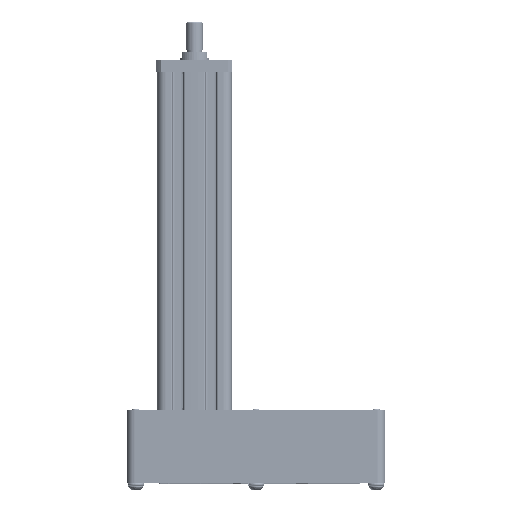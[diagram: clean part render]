
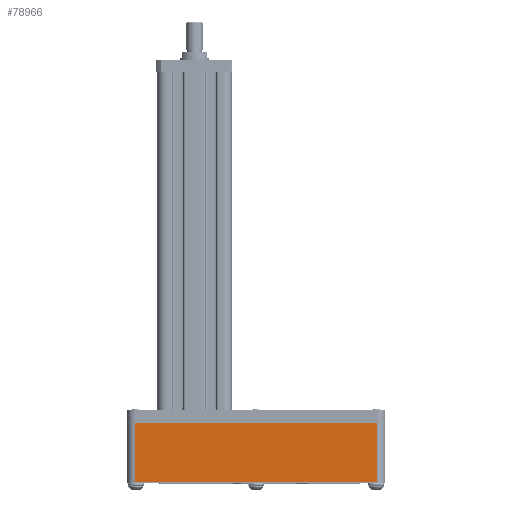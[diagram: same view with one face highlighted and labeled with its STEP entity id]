
A CAD part, left-side view. The second image highlights one B-rep face of the part: STEP entity #78966.
In plain terms, the highlighted face is planar.
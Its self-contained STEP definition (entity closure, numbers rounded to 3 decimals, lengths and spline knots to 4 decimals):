
#52028 = DIRECTION ( 'NONE',  ( 1., 0., 0. ) ) ;
#52029 = VECTOR ( 'NONE', #52028, 39.3701 ) ;
#52030 = CARTESIAN_POINT ( 'NONE',  ( -2., -2., 0. ) ) ;
#52031 = LINE ( 'NONE', #52030, #52029 ) ;
#52486 = CARTESIAN_POINT ( 'NONE',  ( -1.75, -2., 1.75 ) ) ;
#52526 = CARTESIAN_POINT ( 'NONE',  ( -1.75, -2., 0. ) ) ;
#52577 = CARTESIAN_POINT ( 'NONE',  ( 5.392, -2., 0. ) ) ;
#52597 = DIRECTION ( 'NONE',  ( 0., 0., 1. ) ) ;
#52598 = VECTOR ( 'NONE', #52597, 39.3701 ) ;
#52599 = CARTESIAN_POINT ( 'NONE',  ( 5.392, -2., 1.75 ) ) ;
#52600 = LINE ( 'NONE', #52599, #52598 ) ;
#52606 = DIRECTION ( 'NONE',  ( 0., 0., -1. ) ) ;
#52607 = VECTOR ( 'NONE', #52606, 39.3701 ) ;
#52608 = CARTESIAN_POINT ( 'NONE',  ( -1.75, -2., 1.75 ) ) ;
#52609 = LINE ( 'NONE', #52608, #52607 ) ;
#52691 = DIRECTION ( 'NONE',  ( 1., 0., 0. ) ) ;
#52692 = VECTOR ( 'NONE', #52691, 39.3701 ) ;
#52693 = CARTESIAN_POINT ( 'NONE',  ( -2., -2., 1.75 ) ) ;
#52694 = LINE ( 'NONE', #52693, #52692 ) ;
#52699 = DIRECTION ( 'NONE',  ( 0., 0., 1. ) ) ;
#52700 = DIRECTION ( 'NONE',  ( 0., 1., 0. ) ) ;
#52701 = CARTESIAN_POINT ( 'NONE',  ( -2., -2., 1.75 ) ) ;
#52702 = AXIS2_PLACEMENT_3D ( 'NONE', #52701, #52700, #52699 ) ;
#52703 = PLANE ( 'NONE',  #52702 ) ;
#52704 = FACE_OUTER_BOUND ( 'NONE', #78970, .T. ) ;
#53438 = CARTESIAN_POINT ( 'NONE',  ( 5.392, -2., 1.75 ) ) ;
#72816 = EDGE_CURVE ( 'NONE', #78882, #78894, #52031, .T. ) ;
#78819 = VERTEX_POINT ( 'NONE', #52486 ) ;
#78881 = ORIENTED_EDGE ( 'NONE', *, *, #78906, .T. ) ;
#78882 = VERTEX_POINT ( 'NONE', #52526 ) ;
#78889 = ORIENTED_EDGE ( 'NONE', *, *, #72816, .T. ) ;
#78894 = VERTEX_POINT ( 'NONE', #52577 ) ;
#78902 = ORIENTED_EDGE ( 'NONE', *, *, #78911, .T. ) ;
#78906 = EDGE_CURVE ( 'NONE', #78819, #78882, #52609, .T. ) ;
#78911 = EDGE_CURVE ( 'NONE', #78894, #87572, #52600, .T. ) ;
#78966 = ADVANCED_FACE ( 'NONE', ( #52704 ), #52703, .F. ) ;
#78967 = ORIENTED_EDGE ( 'NONE', *, *, #78969, .F. ) ;
#78969 = EDGE_CURVE ( 'NONE', #78819, #87572, #52694, .T. ) ;
#78970 = EDGE_LOOP ( 'NONE', ( #78967, #78881, #78889, #78902 ) ) ;
#87572 = VERTEX_POINT ( 'NONE', #53438 ) ;
